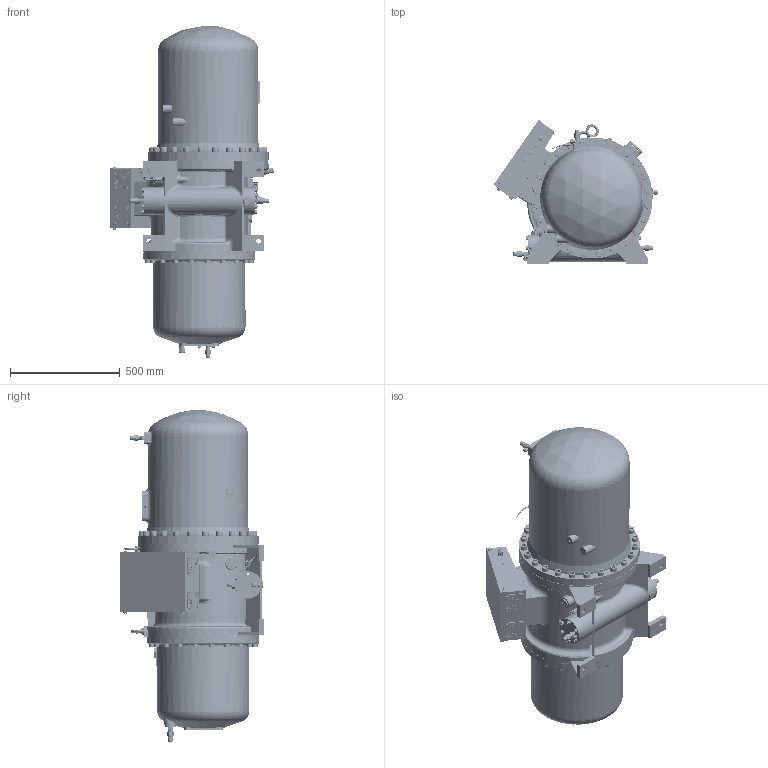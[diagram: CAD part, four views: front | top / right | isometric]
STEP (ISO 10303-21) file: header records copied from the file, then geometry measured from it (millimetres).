
FILE_DESCRIPTION(/* description */ ('STEP AP203'),/* implementation_level */ '2;1');
FILE_NAME(/* name */ 'RC2-470B outline.STEP',/* time_stamp */ '2017-06-26T16:12:38-04:00',/* author */ ('Ian L Mitchell'),/* organization */ (''),/* preprocessor_version */ 'ST-DEVELOPER v16.5',/* originating_system */ 'Autodesk Inventor 2017',/* authorisation */ '');
FILE_SCHEMA (('AUTOMOTIVE_DESIGN { 1 0 10303 214 3 1 1 }'));
Length unit declared in the file: centimetre
Products named in the file (1): RC2-470B outline
Bounding box: 749.47 x 655.17 x 1510.41 mm (x, y, z)
Surface area: 4618701.7 mm2 (no closed solid volume)
Topology: 0 solids, 313 shells, 2343 faces, 8974 edges, 6771 vertices
Faces by surface type: plane 1347, cylinder 577, torus 188, bspline 144, cone 65, sphere 22
Full cylindrical faces by diameter (mm): 2 x2, 3 x1, 3.3 x3, 4 x1, 4.5 x1, 5 x1, 5.5 x1, 6.5 x4, 7 x13, 10 x2, 10.2 x1, 11 x7, 12 x2, 13 x1, 13.157 x2, 13.7 x2, 14 x6, 14.88 x4, 16 x12, 17 x4, 17.5 x10, 17.7 x1, 18 x14, 19 x1, 20 x5, 20.2 x1, 20.5 x2, 21.5 x1, 22 x8, 22.4 x1
Entity records: 139434 total; most frequent: CARTESIAN_POINT 67186, DIRECTION 14832, ORIENTED_EDGE 12092, EDGE_CURVE 8451, VERTEX_POINT 6671, AXIS2_PLACEMENT_3D 5146, LINE 4540, VECTOR 4540
